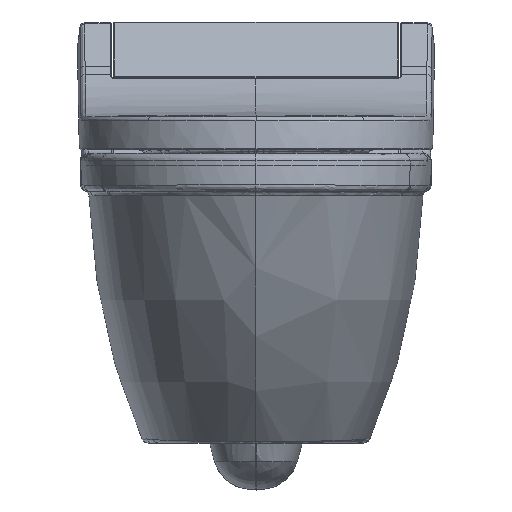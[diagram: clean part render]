
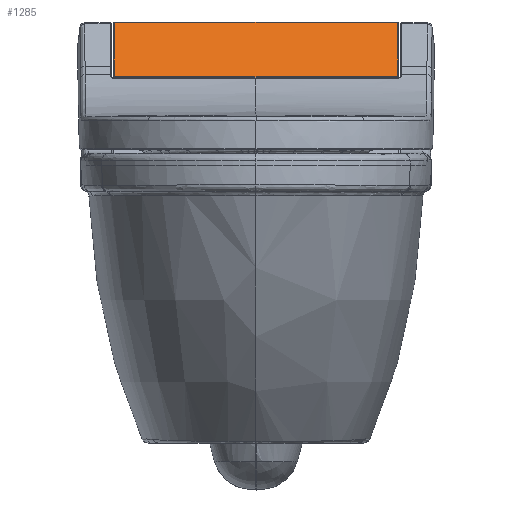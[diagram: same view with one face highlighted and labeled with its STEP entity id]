
A CAD part, front view. The second image highlights one B-rep face of the part: STEP entity #1285.
In plain terms, the highlighted planar face has unit normal (0, -0.707, 0.707).
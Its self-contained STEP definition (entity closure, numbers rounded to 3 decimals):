
#1285=ADVANCED_FACE('',(#6012),#77274,.T.);
#6012=FACE_OUTER_BOUND('',#10739,.T.);
#10739=EDGE_LOOP('',(#15530,#15531,#15532,#15533,#15534,#15535,#15536,#15537));
#15530=ORIENTED_EDGE('',*,*,#40897,.T.);
#15531=ORIENTED_EDGE('',*,*,#40939,.T.);
#15532=ORIENTED_EDGE('',*,*,#40898,.T.);
#15533=ORIENTED_EDGE('',*,*,#40904,.T.);
#15534=ORIENTED_EDGE('',*,*,#40899,.T.);
#15535=ORIENTED_EDGE('',*,*,#40900,.T.);
#15536=ORIENTED_EDGE('',*,*,#40901,.T.);
#15537=ORIENTED_EDGE('',*,*,#40912,.T.);
#40897=EDGE_CURVE('',#67053,#67054,#56615,.T.);
#40898=EDGE_CURVE('',#67055,#67056,#56616,.T.);
#40899=EDGE_CURVE('',#67057,#67058,#56617,.T.);
#40900=EDGE_CURVE('',#67058,#67059,#53975,.T.);
#40901=EDGE_CURVE('',#67059,#67060,#56618,.T.);
#40904=EDGE_CURVE('',#67056,#67057,#53977,.T.);
#40912=EDGE_CURVE('',#67060,#67053,#53980,.T.);
#40939=EDGE_CURVE('',#67054,#67055,#53991,.T.);
#53975=(
BOUNDED_CURVE()
B_SPLINE_CURVE(2,(#84357,#84358,#84359),.UNSPECIFIED.,.F.,.F.)
B_SPLINE_CURVE_WITH_KNOTS((3,3),(0.,4.),.UNSPECIFIED.)
CURVE()
GEOMETRIC_REPRESENTATION_ITEM()
RATIONAL_B_SPLINE_CURVE((1.,0.707,1.))
REPRESENTATION_ITEM('')
);
#53977=(
BOUNDED_CURVE()
B_SPLINE_CURVE(2,(#84369,#84370,#84371),.UNSPECIFIED.,.F.,.F.)
B_SPLINE_CURVE_WITH_KNOTS((3,3),(-4.,0.),.UNSPECIFIED.)
CURVE()
GEOMETRIC_REPRESENTATION_ITEM()
RATIONAL_B_SPLINE_CURVE((1.,0.707,1.))
REPRESENTATION_ITEM('')
);
#53980=(
BOUNDED_CURVE()
B_SPLINE_CURVE(2,(#84388,#84389,#84390),.UNSPECIFIED.,.F.,.F.)
B_SPLINE_CURVE_WITH_KNOTS((3,3),(-4.,0.),.UNSPECIFIED.)
CURVE()
GEOMETRIC_REPRESENTATION_ITEM()
RATIONAL_B_SPLINE_CURVE((1.,0.707,1.))
REPRESENTATION_ITEM('')
);
#53991=(
BOUNDED_CURVE()
B_SPLINE_CURVE(2,(#84465,#84466,#84467),.UNSPECIFIED.,.F.,.F.)
B_SPLINE_CURVE_WITH_KNOTS((3,3),(-4.,0.),.UNSPECIFIED.)
CURVE()
GEOMETRIC_REPRESENTATION_ITEM()
RATIONAL_B_SPLINE_CURVE((1.,0.707,1.))
REPRESENTATION_ITEM('')
);
#56615=B_SPLINE_CURVE_WITH_KNOTS('',1,(#84351,#84352),.UNSPECIFIED.,.F.,
 .F.,(2,2),(0.,77.1),.UNSPECIFIED.);
#56616=B_SPLINE_CURVE_WITH_KNOTS('',1,(#84353,#84354),.UNSPECIFIED.,.F.,
 .F.,(2,2),(0.,294.),.UNSPECIFIED.);
#56617=B_SPLINE_CURVE_WITH_KNOTS('',1,(#84355,#84356),.UNSPECIFIED.,.F.,
 .F.,(2,2),(0.,77.1),.UNSPECIFIED.);
#56618=B_SPLINE_CURVE_WITH_KNOTS('',1,(#84360,#84361),.UNSPECIFIED.,.F.,
 .F.,(2,2),(0.,294.),.UNSPECIFIED.);
#67053=VERTEX_POINT('',#84319);
#67054=VERTEX_POINT('',#84320);
#67055=VERTEX_POINT('',#84321);
#67056=VERTEX_POINT('',#84322);
#67057=VERTEX_POINT('',#84323);
#67058=VERTEX_POINT('',#84324);
#67059=VERTEX_POINT('',#84325);
#67060=VERTEX_POINT('',#84326);
#77274=PLANE('',#78945);
#78945=AXIS2_PLACEMENT_3D('',#84228,#81586,$);
#81586=DIRECTION('',(0.,-0.707,0.707));
#84228=CARTESIAN_POINT('',(178.8,105.289,233.976));
#84319=CARTESIAN_POINT('',(-149.06,167.015,295.703));
#84320=CARTESIAN_POINT('',(-149.06,112.497,241.185));
#84321=CARTESIAN_POINT('',(-147.06,111.083,239.771));
#84322=CARTESIAN_POINT('',(146.94,111.083,239.771));
#84323=CARTESIAN_POINT('',(148.94,112.497,241.185));
#84324=CARTESIAN_POINT('',(148.94,167.015,295.703));
#84325=CARTESIAN_POINT('',(146.94,168.43,297.117));
#84326=CARTESIAN_POINT('',(-147.06,168.43,297.117));
#84351=CARTESIAN_POINT('',(-149.06,167.015,295.703));
#84352=CARTESIAN_POINT('',(-149.06,112.497,241.185));
#84353=CARTESIAN_POINT('',(-147.06,111.083,239.771));
#84354=CARTESIAN_POINT('',(146.94,111.083,239.771));
#84355=CARTESIAN_POINT('',(148.94,112.497,241.185));
#84356=CARTESIAN_POINT('',(148.94,167.015,295.703));
#84357=CARTESIAN_POINT('',(148.94,167.015,295.703));
#84358=CARTESIAN_POINT('',(148.94,168.43,297.117));
#84359=CARTESIAN_POINT('',(146.94,168.43,297.117));
#84360=CARTESIAN_POINT('',(146.94,168.43,297.117));
#84361=CARTESIAN_POINT('',(-147.06,168.43,297.117));
#84369=CARTESIAN_POINT('',(146.94,111.083,239.771));
#84370=CARTESIAN_POINT('',(148.94,111.083,239.771));
#84371=CARTESIAN_POINT('',(148.94,112.497,241.185));
#84388=CARTESIAN_POINT('',(-147.06,168.43,297.117));
#84389=CARTESIAN_POINT('',(-149.06,168.43,297.117));
#84390=CARTESIAN_POINT('',(-149.06,167.015,295.703));
#84465=CARTESIAN_POINT('',(-149.06,112.497,241.185));
#84466=CARTESIAN_POINT('',(-149.06,111.083,239.771));
#84467=CARTESIAN_POINT('',(-147.06,111.083,239.771));
